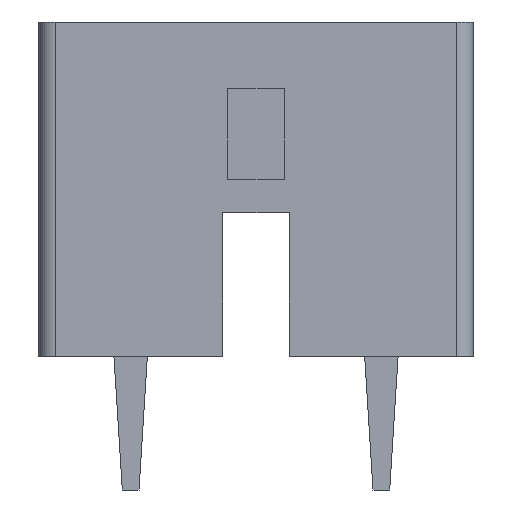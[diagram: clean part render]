
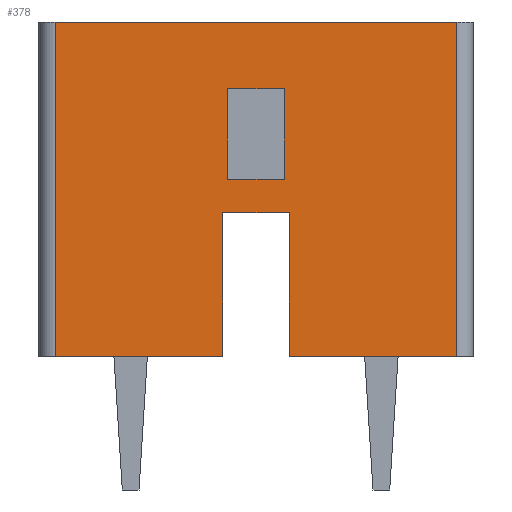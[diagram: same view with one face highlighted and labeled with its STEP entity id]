
A CAD part, left-side view. The second image highlights one B-rep face of the part: STEP entity #378.
In plain terms, the highlighted planar face has unit normal (-1, 0, 0).
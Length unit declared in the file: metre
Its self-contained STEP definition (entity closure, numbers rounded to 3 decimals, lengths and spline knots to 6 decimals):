
#378=ADVANCED_FACE('',(#797,#798),#799,.T.);
#797=FACE_OUTER_BOUND('',#1238,.T.);
#798=FACE_BOUND('',#1239,.T.);
#799=PLANE('',#1240);
#1238=EDGE_LOOP('',(#2339,#2340,#2341,#2342,#2343,#2344,#2345,#2346));
#1239=EDGE_LOOP('',(#2347,#2348,#2349,#2350));
#1240=AXIS2_PLACEMENT_3D('',#2351,#2352,#2353);
#2339=ORIENTED_EDGE('',*,*,#2626,.T.);
#2340=ORIENTED_EDGE('',*,*,#3032,.T.);
#2341=ORIENTED_EDGE('',*,*,#2732,.T.);
#2342=ORIENTED_EDGE('',*,*,#3046,.F.);
#2343=ORIENTED_EDGE('',*,*,#2781,.T.);
#2344=ORIENTED_EDGE('',*,*,#3047,.T.);
#2345=ORIENTED_EDGE('',*,*,#2988,.T.);
#2346=ORIENTED_EDGE('',*,*,#3048,.F.);
#2347=ORIENTED_EDGE('',*,*,#3044,.F.);
#2348=ORIENTED_EDGE('',*,*,#2795,.T.);
#2349=ORIENTED_EDGE('',*,*,#3038,.T.);
#2350=ORIENTED_EDGE('',*,*,#3049,.F.);
#2351=CARTESIAN_POINT('',(-0.0005,0.0001,-0.0097));
#2352=DIRECTION('',(-1.0,0.,0.0));
#2353=DIRECTION('',(0.,1.0,0.0));
#2626=EDGE_CURVE('',#3143,#3141,#3144,.T.);
#2732=EDGE_CURVE('',#3334,#3332,#3335,.T.);
#2781=EDGE_CURVE('',#3421,#3419,#3422,.T.);
#2795=EDGE_CURVE('',#3444,#3445,#3446,.T.);
#2988=EDGE_CURVE('',#3703,#3708,#3710,.T.);
#3032=EDGE_CURVE('',#3141,#3334,#3761,.T.);
#3038=EDGE_CURVE('',#3445,#3766,#3768,.T.);
#3044=EDGE_CURVE('',#3444,#3773,#3775,.T.);
#3046=EDGE_CURVE('',#3421,#3332,#3777,.T.);
#3047=EDGE_CURVE('',#3419,#3703,#3778,.T.);
#3048=EDGE_CURVE('',#3143,#3708,#3779,.T.);
#3049=EDGE_CURVE('',#3773,#3766,#3780,.T.);
#3141=VERTEX_POINT('',#3898);
#3143=VERTEX_POINT('',#3900);
#3144=LINE('',#3901,#3902);
#3332=VERTEX_POINT('',#4174);
#3334=VERTEX_POINT('',#4176);
#3335=LINE('',#4177,#4178);
#3419=VERTEX_POINT('',#4303);
#3421=VERTEX_POINT('',#4306);
#3422=LINE('',#4307,#4308);
#3444=VERTEX_POINT('',#4340);
#3445=VERTEX_POINT('',#4341);
#3446=LINE('',#4342,#4343);
#3703=VERTEX_POINT('',#4730);
#3708=VERTEX_POINT('',#4737);
#3710=LINE('',#4740,#4741);
#3761=LINE('',#4816,#4817);
#3766=VERTEX_POINT('',#4823);
#3768=LINE('',#4826,#4827);
#3773=VERTEX_POINT('',#4834);
#3775=LINE('',#4837,#4838);
#3777=LINE('',#4840,#4841);
#3778=LINE('',#4842,#4843);
#3779=LINE('',#4844,#4845);
#3780=LINE('',#4846,#4847);
#3898=CARTESIAN_POINT('',(-0.0005,0.,-0.01));
#3900=CARTESIAN_POINT('',(-0.0005,0.005,-0.01));
#3901=CARTESIAN_POINT('',(-0.0005,0.0001,-0.01));
#3902=VECTOR('',#4939,1.0);
#4174=CARTESIAN_POINT('',(-0.0005,0.012,0.0));
#4176=CARTESIAN_POINT('',(-0.0005,0.,0.0));
#4177=CARTESIAN_POINT('',(-0.0005,0.0119,0.0));
#4178=VECTOR('',#5036,1.0);
#4303=CARTESIAN_POINT('',(-0.0005,0.007,-0.01));
#4306=CARTESIAN_POINT('',(-0.0005,0.012,-0.01));
#4307=CARTESIAN_POINT('',(-0.0005,0.0001,-0.01));
#4308=VECTOR('',#5085,1.0);
#4340=CARTESIAN_POINT('',(-0.0005,0.00515,-0.0047));
#4341=CARTESIAN_POINT('',(-0.0005,0.00685,-0.0047));
#4342=CARTESIAN_POINT('',(-0.0005,0.0001,-0.0047));
#4343=VECTOR('',#5099,1.0);
#4730=CARTESIAN_POINT('',(-0.0005,0.007,-0.0057));
#4737=CARTESIAN_POINT('',(-0.0005,0.005,-0.0057));
#4740=CARTESIAN_POINT('',(-0.0005,0.0001,-0.0057));
#4741=VECTOR('',#5242,1.0);
#4816=CARTESIAN_POINT('',(-0.0005,0.,-0.0047));
#4817=VECTOR('',#5267,1.0);
#4823=CARTESIAN_POINT('',(-0.0005,0.00685,-0.002));
#4826=CARTESIAN_POINT('',(-0.0005,0.00685,-0.0047));
#4827=VECTOR('',#5270,1.0);
#4834=CARTESIAN_POINT('',(-0.0005,0.00515,-0.002));
#4837=CARTESIAN_POINT('',(-0.0005,0.00515,-0.0047));
#4838=VECTOR('',#5274,1.0);
#4840=CARTESIAN_POINT('',(-0.0005,0.012,-0.0047));
#4841=VECTOR('',#5275,1.0);
#4842=CARTESIAN_POINT('',(-0.0005,0.007,-0.0097));
#4843=VECTOR('',#5276,1.0);
#4844=CARTESIAN_POINT('',(-0.0005,0.005,-0.0097));
#4845=VECTOR('',#5277,1.0);
#4846=CARTESIAN_POINT('',(-0.0005,0.0119,-0.002));
#4847=VECTOR('',#5278,1.0);
#4939=DIRECTION('',(0.,-1.0,0.));
#5036=DIRECTION('',(0.,1.0,0.0));
#5085=DIRECTION('',(0.,-1.0,0.));
#5099=DIRECTION('',(0.,1.0,0.));
#5242=DIRECTION('',(0.,-1.0,0.));
#5267=DIRECTION('',(0.0,0.0,1.0));
#5270=DIRECTION('',(0.0,0.0,1.0));
#5274=DIRECTION('',(0.0,0.0,1.0));
#5275=DIRECTION('',(0.0,0.0,1.0));
#5276=DIRECTION('',(0.,0.,1.0));
#5277=DIRECTION('',(0.,0.,1.0));
#5278=DIRECTION('',(0.,1.0,0.0));
